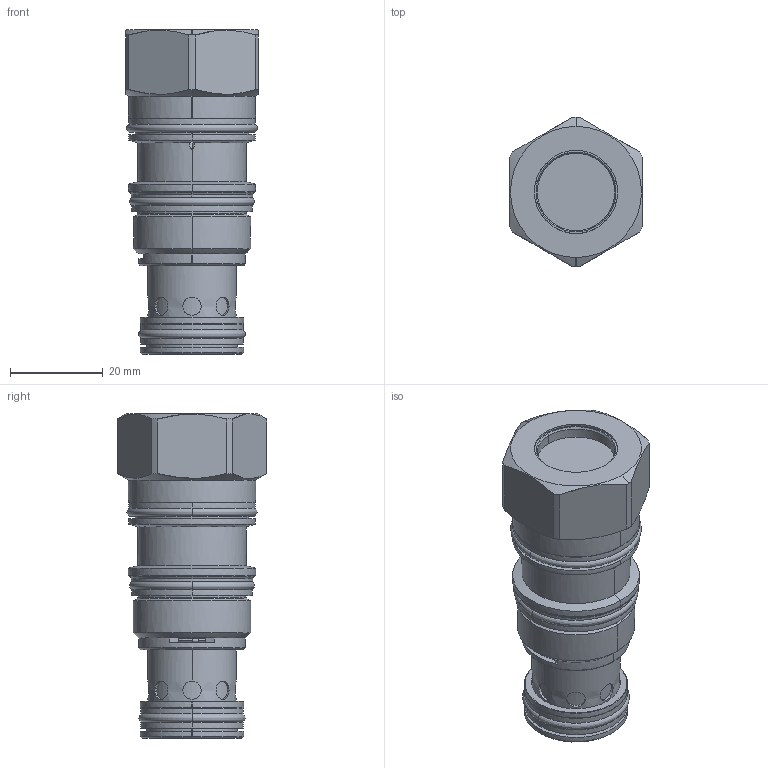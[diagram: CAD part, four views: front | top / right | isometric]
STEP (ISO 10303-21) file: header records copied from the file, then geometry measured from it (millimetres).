
FILE_DESCRIPTION((''),'2;1');
FILE_NAME('PBFB8WN_SW_PRT','2019-10-11T',('charlief'),(''),'PRO/ENGINEER BY PARAMETRIC TECHNOLOGY CORPORATION, 2016010','PRO/ENGINEER BY PARAMETRIC TECHNOLOGY CORPORATION, 2016010','');
FILE_SCHEMA(('CONFIG_CONTROL_DESIGN'));
Length unit declared in the file: inch
Products named in the file (1): PBFB8WN_SW_PRT
Bounding box: 28.57 x 32.21 x 69.88 mm (x, y, z)
Surface area: 13443.5 mm2 (no closed solid volume)
Topology: 0 solids, 0 shells, 199 faces, 904 edges, 886 vertices
Faces by surface type: bspline 170, torus 29
Entity records: 34324 total; most frequent: CARTESIAN_POINT 26454, DIRECTION 1276, TRIMMED_CURVE 994, DEFINITIONAL_REPRESENTATION 868, PCURVE 868, COMPOSITE_CURVE_SEGMENT 868, VECTOR 770, LINE 770
